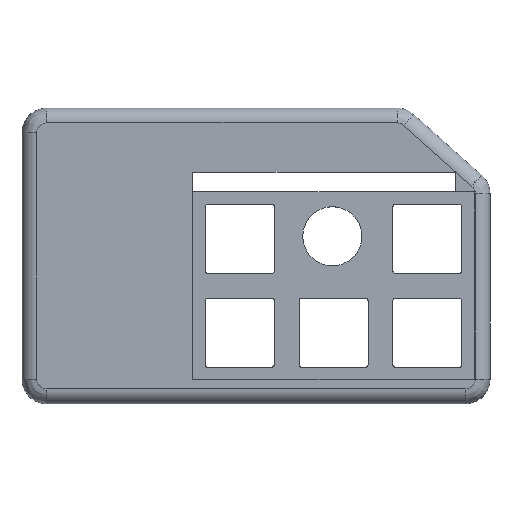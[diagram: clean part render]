
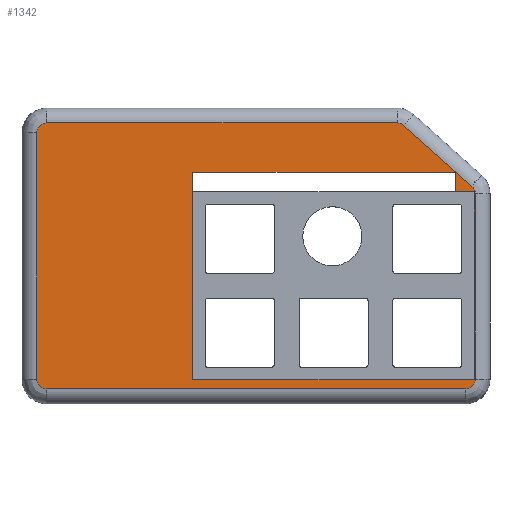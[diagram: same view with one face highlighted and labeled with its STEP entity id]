
A CAD part, top view. The second image highlights one B-rep face of the part: STEP entity #1342.
In plain terms, the highlighted planar face has unit normal (0, 0, 1).
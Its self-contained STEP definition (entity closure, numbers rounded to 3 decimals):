
#43=FACE_BOUND('',#224,.T.);
#74=PLANE('',#1485);
#142=FACE_OUTER_BOUND('',#223,.T.);
#223=EDGE_LOOP('',(#1194,#1195,#1196,#1197,#1198,#1199,#1200,#1201,#1202,
#1203));
#224=EDGE_LOOP('',(#1204,#1205,#1206,#1207,#1208,#1209));
#329=LINE('',#2179,#457);
#331=LINE('',#2199,#459);
#333=LINE('',#2219,#461);
#335=LINE('',#2239,#463);
#337=LINE('',#2261,#465);
#344=LINE('',#2276,#472);
#345=LINE('',#2278,#473);
#346=LINE('',#2280,#474);
#347=LINE('',#2282,#475);
#348=LINE('',#2284,#476);
#349=LINE('',#2285,#477);
#457=VECTOR('',#1783,10.);
#459=VECTOR('',#1795,10.);
#461=VECTOR('',#1807,10.);
#463=VECTOR('',#1819,10.);
#465=VECTOR('',#1833,10.);
#472=VECTOR('',#1846,10.);
#473=VECTOR('',#1847,10.);
#474=VECTOR('',#1848,10.);
#475=VECTOR('',#1849,10.);
#476=VECTOR('',#1850,10.);
#477=VECTOR('',#1851,10.);
#534=CIRCLE('',#1457,2.);
#540=CIRCLE('',#1464,2.);
#544=CIRCLE('',#1469,2.);
#548=CIRCLE('',#1474,2.);
#552=CIRCLE('',#1481,2.);
#644=VERTEX_POINT('',#2167);
#645=VERTEX_POINT('',#2169);
#647=VERTEX_POINT('',#2175);
#649=VERTEX_POINT('',#2189);
#651=VERTEX_POINT('',#2195);
#653=VERTEX_POINT('',#2209);
#655=VERTEX_POINT('',#2215);
#657=VERTEX_POINT('',#2229);
#659=VERTEX_POINT('',#2235);
#664=VERTEX_POINT('',#2255);
#669=VERTEX_POINT('',#2274);
#670=VERTEX_POINT('',#2275);
#671=VERTEX_POINT('',#2277);
#672=VERTEX_POINT('',#2279);
#673=VERTEX_POINT('',#2281);
#674=VERTEX_POINT('',#2283);
#817=EDGE_CURVE('',#644,#645,#534,.T.);
#822=EDGE_CURVE('',#645,#647,#329,.T.);
#825=EDGE_CURVE('',#647,#649,#540,.T.);
#828=EDGE_CURVE('',#649,#651,#331,.T.);
#831=EDGE_CURVE('',#651,#653,#544,.T.);
#834=EDGE_CURVE('',#653,#655,#333,.T.);
#837=EDGE_CURVE('',#655,#657,#548,.T.);
#840=EDGE_CURVE('',#657,#659,#335,.T.);
#846=EDGE_CURVE('',#659,#664,#552,.T.);
#847=EDGE_CURVE('',#664,#644,#337,.T.);
#854=EDGE_CURVE('',#669,#670,#344,.T.);
#855=EDGE_CURVE('',#671,#669,#345,.T.);
#856=EDGE_CURVE('',#671,#672,#346,.T.);
#857=EDGE_CURVE('',#672,#673,#347,.T.);
#858=EDGE_CURVE('',#674,#673,#348,.T.);
#859=EDGE_CURVE('',#670,#674,#349,.T.);
#1194=ORIENTED_EDGE('',*,*,#817,.F.);
#1195=ORIENTED_EDGE('',*,*,#847,.F.);
#1196=ORIENTED_EDGE('',*,*,#846,.F.);
#1197=ORIENTED_EDGE('',*,*,#840,.F.);
#1198=ORIENTED_EDGE('',*,*,#837,.F.);
#1199=ORIENTED_EDGE('',*,*,#834,.F.);
#1200=ORIENTED_EDGE('',*,*,#831,.F.);
#1201=ORIENTED_EDGE('',*,*,#828,.F.);
#1202=ORIENTED_EDGE('',*,*,#825,.F.);
#1203=ORIENTED_EDGE('',*,*,#822,.F.);
#1204=ORIENTED_EDGE('',*,*,#854,.F.);
#1205=ORIENTED_EDGE('',*,*,#855,.F.);
#1206=ORIENTED_EDGE('',*,*,#856,.T.);
#1207=ORIENTED_EDGE('',*,*,#857,.T.);
#1208=ORIENTED_EDGE('',*,*,#858,.F.);
#1209=ORIENTED_EDGE('',*,*,#859,.F.);
#1342=ADVANCED_FACE('',(#142,#43),#74,.T.);
#1457=AXIS2_PLACEMENT_3D('',#2170,#1772,#1773);
#1464=AXIS2_PLACEMENT_3D('',#2193,#1788,#1789);
#1469=AXIS2_PLACEMENT_3D('',#2213,#1800,#1801);
#1474=AXIS2_PLACEMENT_3D('',#2233,#1812,#1813);
#1481=AXIS2_PLACEMENT_3D('',#2259,#1829,#1830);
#1485=AXIS2_PLACEMENT_3D('',#2273,#1844,#1845);
#1772=DIRECTION('center_axis',(0.,0.,-1.));
#1773=DIRECTION('ref_axis',(0.707,-0.707,0.));
#1783=DIRECTION('',(-1.,0.,0.));
#1788=DIRECTION('center_axis',(0.,0.,-1.));
#1789=DIRECTION('ref_axis',(-0.707,-0.707,0.));
#1795=DIRECTION('',(0.,1.,0.));
#1800=DIRECTION('center_axis',(0.,0.,-1.));
#1801=DIRECTION('ref_axis',(-0.707,0.707,0.));
#1807=DIRECTION('',(1.,0.,0.));
#1812=DIRECTION('center_axis',(0.,0.,-1.));
#1813=DIRECTION('ref_axis',(0.357,0.934,0.));
#1819=DIRECTION('',(0.745,-0.667,0.));
#1829=DIRECTION('center_axis',(0.,0.,-1.));
#1830=DIRECTION('ref_axis',(0.913,0.408,0.));
#1833=DIRECTION('',(0.,-1.,0.));
#1844=DIRECTION('center_axis',(0.,0.,1.));
#1845=DIRECTION('ref_axis',(1.,0.,0.));
#1846=DIRECTION('',(1.,0.,0.));
#1847=DIRECTION('',(0.,-1.,0.));
#1848=DIRECTION('',(1.,0.,0.));
#1849=DIRECTION('',(0.,-1.,0.));
#1850=DIRECTION('',(-1.,0.,0.));
#1851=DIRECTION('',(0.,1.,0.));
#2167=CARTESIAN_POINT('',(90.,3.,12.));
#2169=CARTESIAN_POINT('',(88.,1.,12.));
#2170=CARTESIAN_POINT('Origin',(88.,3.,12.));
#2175=CARTESIAN_POINT('',(3.,1.,12.));
#2179=CARTESIAN_POINT('',(21.75,1.,12.));
#2189=CARTESIAN_POINT('',(1.,3.,12.));
#2193=CARTESIAN_POINT('Origin',(3.,3.,12.));
#2195=CARTESIAN_POINT('',(1.,53.,12.));
#2199=CARTESIAN_POINT('',(1.,43.,12.));
#2209=CARTESIAN_POINT('',(3.,55.,12.));
#2213=CARTESIAN_POINT('Origin',(3.,53.,12.));
#2215=CARTESIAN_POINT('',(74.196,55.,12.));
#2219=CARTESIAN_POINT('',(60.421,55.,12.));
#2229=CARTESIAN_POINT('',(75.529,54.491,12.));
#2233=CARTESIAN_POINT('Origin',(74.196,53.,12.));
#2235=CARTESIAN_POINT('',(89.333,42.149,12.));
#2239=CARTESIAN_POINT('',(81.169,49.449,12.));
#2255=CARTESIAN_POINT('',(90.,40.658,12.));
#2259=CARTESIAN_POINT('Origin',(88.,40.658,12.));
#2261=CARTESIAN_POINT('',(90.,13.,12.));
#2273=CARTESIAN_POINT('Origin',(45.5,28.,12.));
#2274=CARTESIAN_POINT('',(32.663,2.9,12.));
#2275=CARTESIAN_POINT('',(89.813,2.9,12.));
#2276=CARTESIAN_POINT('',(32.663,2.9,12.));
#2277=CARTESIAN_POINT('',(32.662,45.,12.));
#2278=CARTESIAN_POINT('',(32.663,2.9,12.));
#2279=CARTESIAN_POINT('',(86.,45.,12.));
#2280=CARTESIAN_POINT('',(39.081,45.,12.));
#2281=CARTESIAN_POINT('',(86.,41.,12.));
#2282=CARTESIAN_POINT('',(86.,36.5,12.));
#2283=CARTESIAN_POINT('',(89.813,41.,12.));
#2284=CARTESIAN_POINT('',(32.663,41.,12.));
#2285=CARTESIAN_POINT('',(89.813,41.,12.));
